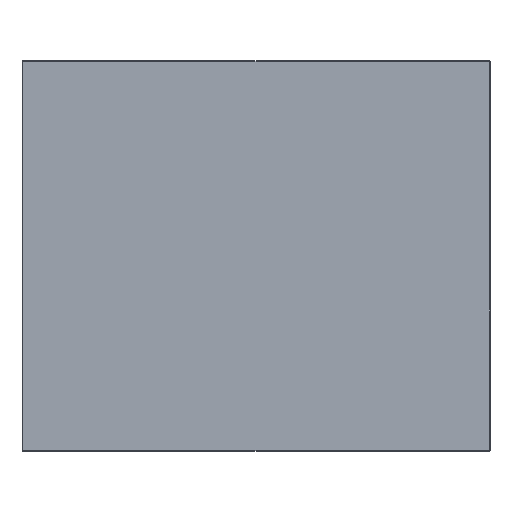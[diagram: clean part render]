
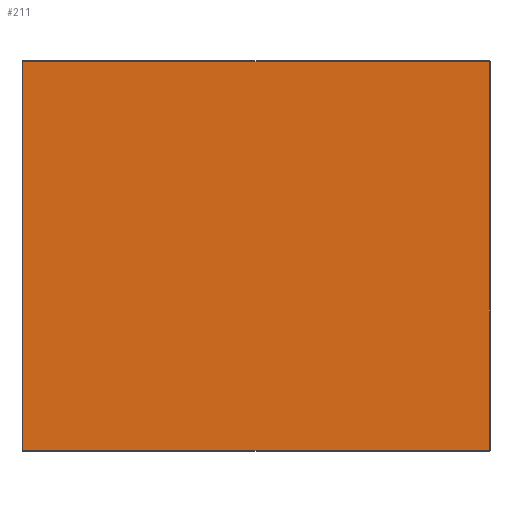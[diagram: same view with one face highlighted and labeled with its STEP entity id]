
A CAD part, top view. The second image highlights one B-rep face of the part: STEP entity #211.
In plain terms, the highlighted face is planar.
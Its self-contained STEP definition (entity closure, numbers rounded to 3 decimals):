
#211=ADVANCED_FACE('',(#269),#924,.T.);
#269=FACE_OUTER_BOUND('',#328,.T.);
#328=EDGE_LOOP('',(#507,#508,#509,#510));
#507=ORIENTED_EDGE('',*,*,#683,.F.);
#508=ORIENTED_EDGE('',*,*,#684,.F.);
#509=ORIENTED_EDGE('',*,*,#685,.F.);
#510=ORIENTED_EDGE('',*,*,#682,.F.);
#682=EDGE_CURVE('',#881,#882,#803,.T.);
#683=EDGE_CURVE('',#883,#881,#804,.T.);
#684=EDGE_CURVE('',#884,#883,#805,.T.);
#685=EDGE_CURVE('',#882,#884,#806,.T.);
#803=B_SPLINE_CURVE_WITH_KNOTS('',1,(#1775,#1776),.UNSPECIFIED.,.F.,.F.,
(2,2),(-498.,0.),.UNSPECIFIED.);
#804=B_SPLINE_CURVE_WITH_KNOTS('',1,(#1777,#1778),.UNSPECIFIED.,.F.,.F.,
(2,2),(-598.,0.),.UNSPECIFIED.);
#805=B_SPLINE_CURVE_WITH_KNOTS('',1,(#1779,#1780),.UNSPECIFIED.,.F.,.F.,
(2,2),(-498.,0.),.UNSPECIFIED.);
#806=B_SPLINE_CURVE_WITH_KNOTS('',1,(#1781,#1782),.UNSPECIFIED.,.F.,.F.,
(2,2),(-598.,0.),.UNSPECIFIED.);
#881=VERTEX_POINT('',#1721);
#882=VERTEX_POINT('',#1722);
#883=VERTEX_POINT('',#1723);
#884=VERTEX_POINT('',#1724);
#924=PLANE('',#1093);
#1093=AXIS2_PLACEMENT_3D('',#1412,#1167,$);
#1167=DIRECTION('',(0.,1.,0.));
#1412=CARTESIAN_POINT('',(-358.8,90.,298.8));
#1721=CARTESIAN_POINT('',(299.,90.,-249.));
#1722=CARTESIAN_POINT('',(299.,90.,249.));
#1723=CARTESIAN_POINT('',(-299.,90.,-249.));
#1724=CARTESIAN_POINT('',(-299.,90.,249.));
#1775=CARTESIAN_POINT('',(299.,90.,-249.));
#1776=CARTESIAN_POINT('',(299.,90.,249.));
#1777=CARTESIAN_POINT('',(-299.,90.,-249.));
#1778=CARTESIAN_POINT('',(299.,90.,-249.));
#1779=CARTESIAN_POINT('',(-299.,90.,249.));
#1780=CARTESIAN_POINT('',(-299.,90.,-249.));
#1781=CARTESIAN_POINT('',(299.,90.,249.));
#1782=CARTESIAN_POINT('',(-299.,90.,249.));
